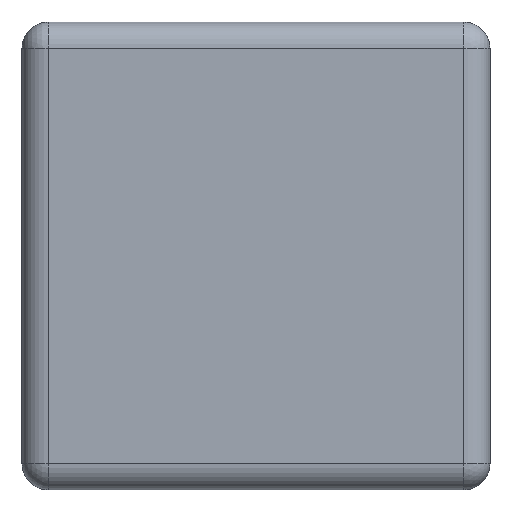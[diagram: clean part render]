
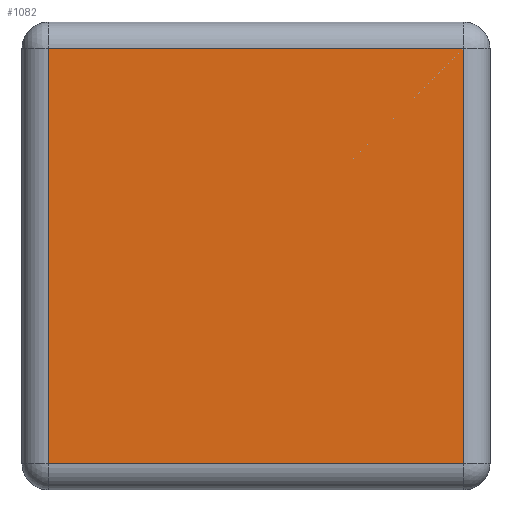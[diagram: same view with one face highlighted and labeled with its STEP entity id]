
A CAD part, left-side view. The second image highlights one B-rep face of the part: STEP entity #1082.
In plain terms, the highlighted planar face has unit normal (-1, 0, 0).
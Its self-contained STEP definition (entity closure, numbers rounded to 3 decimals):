
#3 = EDGE_CURVE ( 'NONE', #483, #550, #284, .T. ) ;
#55 = CARTESIAN_POINT ( 'NONE',  ( -2.25, 0.112, -1. ) ) ;
#67 = ORIENTED_EDGE ( 'NONE', *, *, #585, .T. ) ;
#101 = VERTEX_POINT ( 'NONE', #282 ) ;
#106 = ORIENTED_EDGE ( 'NONE', *, *, #1015, .T. ) ;
#152 = VECTOR ( 'NONE', #190, 1000. ) ;
#189 = VERTEX_POINT ( 'NONE', #406 ) ;
#190 = DIRECTION ( 'NONE',  ( 0., 0., -1. ) ) ;
#247 = CARTESIAN_POINT ( 'NONE',  ( -2.25, 0.112, -0.887 ) ) ;
#251 = AXIS2_PLACEMENT_3D ( 'NONE', #269, #956, #1279 ) ;
#269 = CARTESIAN_POINT ( 'NONE',  ( -2.25, 2., -1. ) ) ;
#282 = CARTESIAN_POINT ( 'NONE',  ( -2.25, 1.888, 0.888 ) ) ;
#284 = LINE ( 'NONE', #1078, #1124 ) ;
#406 = CARTESIAN_POINT ( 'NONE',  ( -2.25, 0.112, 0.888 ) ) ;
#407 = ORIENTED_EDGE ( 'NONE', *, *, #3, .T. ) ;
#447 = LINE ( 'NONE', #55, #1037 ) ;
#463 = PLANE ( 'NONE',  #251 ) ;
#483 = VERTEX_POINT ( 'NONE', #827 ) ;
#550 = VERTEX_POINT ( 'NONE', #247 ) ;
#568 = CARTESIAN_POINT ( 'NONE',  ( -2.25, 1.888, -1. ) ) ;
#585 = EDGE_CURVE ( 'NONE', #550, #189, #447, .T. ) ;
#659 = FACE_OUTER_BOUND ( 'NONE', #1162, .T. ) ;
#669 = ORIENTED_EDGE ( 'NONE', *, *, #958, .T. ) ;
#672 = VECTOR ( 'NONE', #1113, 1000. ) ;
#683 = DIRECTION ( 'NONE',  ( 0., -1., 0. ) ) ;
#827 = CARTESIAN_POINT ( 'NONE',  ( -2.25, 1.888, -0.887 ) ) ;
#863 = LINE ( 'NONE', #1118, #672 ) ;
#877 = LINE ( 'NONE', #568, #152 ) ;
#956 = DIRECTION ( 'NONE',  ( 1., 0., 0. ) ) ;
#958 = EDGE_CURVE ( 'NONE', #189, #101, #863, .T. ) ;
#1015 = EDGE_CURVE ( 'NONE', #101, #483, #877, .T. ) ;
#1037 = VECTOR ( 'NONE', #1248, 1000. ) ;
#1078 = CARTESIAN_POINT ( 'NONE',  ( -2.25, 2., -0.887 ) ) ;
#1082 = ADVANCED_FACE ( 'NONE', ( #659 ), #463, .F. ) ;
#1113 = DIRECTION ( 'NONE',  ( 0., 1., 0. ) ) ;
#1118 = CARTESIAN_POINT ( 'NONE',  ( -2.25, 2., 0.888 ) ) ;
#1124 = VECTOR ( 'NONE', #683, 1000. ) ;
#1162 = EDGE_LOOP ( 'NONE', ( #106, #407, #67, #669 ) ) ;
#1248 = DIRECTION ( 'NONE',  ( 0., 0., 1. ) ) ;
#1279 = DIRECTION ( 'NONE',  ( 0., 0., -1. ) ) ;
